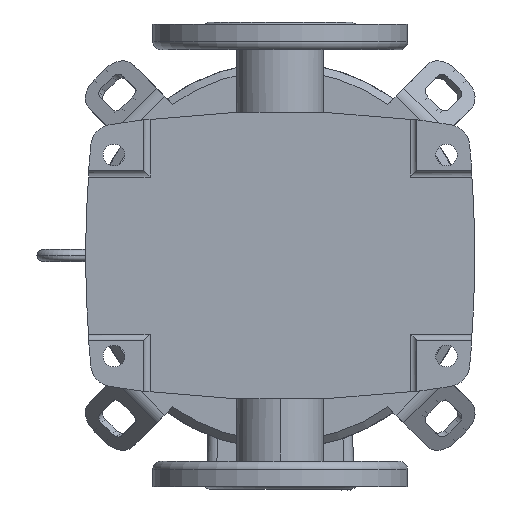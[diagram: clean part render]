
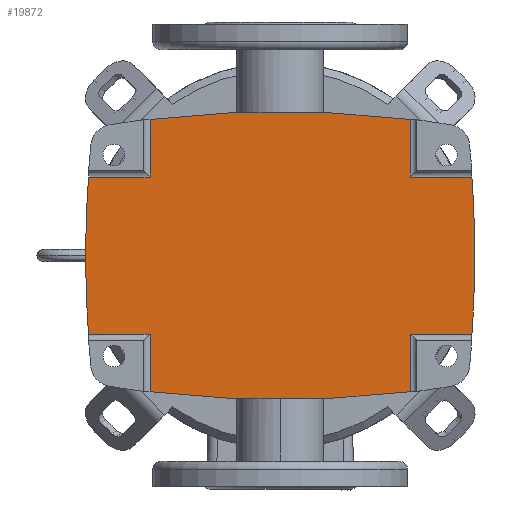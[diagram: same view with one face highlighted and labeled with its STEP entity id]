
A CAD part, front view. The second image highlights one B-rep face of the part: STEP entity #19872.
In plain terms, the highlighted planar face has unit normal (0, -1, 0).
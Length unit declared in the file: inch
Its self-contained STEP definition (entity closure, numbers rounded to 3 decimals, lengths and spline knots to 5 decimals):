
#292 = DIRECTION ( 'NONE',  ( 1., 0., 0. ) ) ;
#1353 = VECTOR ( 'NONE', #4337, 39.37008 ) ;
#2305 = EDGE_CURVE ( 'NONE', #62001, #37609, #6172, .T. ) ;
#2902 = LINE ( 'NONE', #52367, #44123 ) ;
#3372 = LINE ( 'NONE', #13178, #7337 ) ;
#4337 = DIRECTION ( 'NONE',  ( 0., 0., 1. ) ) ;
#4775 = LINE ( 'NONE', #56649, #68400 ) ;
#5530 = ORIENTED_EDGE ( 'NONE', *, *, #12692, .T. ) ;
#5620 = DIRECTION ( 'NONE',  ( 0., -1., 0. ) ) ;
#6172 = CIRCLE ( 'NONE', #68531, 26.77315 ) ;
#6296 = ORIENTED_EDGE ( 'NONE', *, *, #69939, .T. ) ;
#6850 = VERTEX_POINT ( 'NONE', #63217 ) ;
#6895 = EDGE_CURVE ( 'NONE', #79743, #25453, #35271, .T. ) ;
#7337 = VECTOR ( 'NONE', #26494, 39.37008 ) ;
#7374 = ORIENTED_EDGE ( 'NONE', *, *, #63373, .F. ) ;
#10031 = ORIENTED_EDGE ( 'NONE', *, *, #13350, .T. ) ;
#12041 = VERTEX_POINT ( 'NONE', #31815 ) ;
#12692 = EDGE_CURVE ( 'NONE', #37609, #28168, #2902, .T. ) ;
#13178 = CARTESIAN_POINT ( 'NONE',  ( -4.59646, 0.19685, 3.31346 ) ) ;
#13350 = EDGE_CURVE ( 'NONE', #80467, #45515, #19464, .T. ) ;
#15796 = DIRECTION ( 'NONE',  ( 0., 0., 1. ) ) ;
#15992 = EDGE_CURVE ( 'NONE', #39851, #59901, #39765, .T. ) ;
#16434 = CARTESIAN_POINT ( 'NONE',  ( -1.99928, 0.19685, -6.87992 ) ) ;
#17113 = AXIS2_PLACEMENT_3D ( 'NONE', #54456, #23243, #61257 ) ;
#18956 = VERTEX_POINT ( 'NONE', #36873 ) ;
#19464 = CIRCLE ( 'NONE', #66599, 28.05268 ) ;
#19872 = ADVANCED_FACE ( 'NONE', ( #46342 ), #47064, .F. ) ;
#23243 = DIRECTION ( 'NONE',  ( 0., -1., 0. ) ) ;
#23265 = DIRECTION ( 'NONE',  ( 0., 0., 1. ) ) ;
#23383 = CARTESIAN_POINT ( 'NONE',  ( 0., 0.19685, 23.10236 ) ) ;
#24306 = VERTEX_POINT ( 'NONE', #63014 ) ;
#24785 = DIRECTION ( 'NONE',  ( 0., 0., 1. ) ) ;
#25453 = VERTEX_POINT ( 'NONE', #31585 ) ;
#26245 = LINE ( 'NONE', #16434, #48890 ) ;
#26494 = DIRECTION ( 'NONE',  ( 1., 0., 0. ) ) ;
#28168 = VERTEX_POINT ( 'NONE', #72455 ) ;
#28991 = CARTESIAN_POINT ( 'NONE',  ( -1.99928, 0.19685, 4.87898 ) ) ;
#29354 = DIRECTION ( 'NONE',  ( 0., 0., 1. ) ) ;
#29957 = CARTESIAN_POINT ( 'NONE',  ( 0., 0.19685, 23.10236 ) ) ;
#30315 = VERTEX_POINT ( 'NONE', #76043 ) ;
#31585 = CARTESIAN_POINT ( 'NONE',  ( 1.99928, 0.19685, 4.87898 ) ) ;
#31815 = CARTESIAN_POINT ( 'NONE',  ( 3.46496, 0.19685, -3.31346 ) ) ;
#32279 = CARTESIAN_POINT ( 'NONE',  ( 1.99928, 0.19685, -6.87992 ) ) ;
#33132 = DIRECTION ( 'NONE',  ( 1., 0., 0. ) ) ;
#34793 = CARTESIAN_POINT ( 'NONE',  ( -3.46496, 0.19685, 3.31346 ) ) ;
#34839 = EDGE_CURVE ( 'NONE', #79743, #24306, #49575, .T. ) ;
#35271 = LINE ( 'NONE', #32279, #64664 ) ;
#36755 = EDGE_LOOP ( 'NONE', ( #39254, #67820, #68185, #5530, #48860, #7374, #78721, #57960, #6296, #52807, #51351, #72237, #38416, #10031 ) ) ;
#36873 = CARTESIAN_POINT ( 'NONE',  ( -1.99928, 0.19685, 3.31346 ) ) ;
#37526 = DIRECTION ( 'NONE',  ( 1., 0., 0. ) ) ;
#37609 = VERTEX_POINT ( 'NONE', #46367 ) ;
#38416 = ORIENTED_EDGE ( 'NONE', *, *, #77422, .T. ) ;
#39254 = ORIENTED_EDGE ( 'NONE', *, *, #53395, .F. ) ;
#39460 = DIRECTION ( 'NONE',  ( 0., 1., 0. ) ) ;
#39719 = CARTESIAN_POINT ( 'NONE',  ( -23.10236, 0.19685, 0. ) ) ;
#39765 = CIRCLE ( 'NONE', #75140, 28.05268 ) ;
#39851 = VERTEX_POINT ( 'NONE', #50552 ) ;
#44123 = VECTOR ( 'NONE', #37526, 39.37008 ) ;
#44960 = CIRCLE ( 'NONE', #63018, 26.77315 ) ;
#45515 = VERTEX_POINT ( 'NONE', #28991 ) ;
#46022 = DIRECTION ( 'NONE',  ( 0., 1., 0. ) ) ;
#46101 = DIRECTION ( 'NONE',  ( 0., 0., 1. ) ) ;
#46342 = FACE_OUTER_BOUND ( 'NONE', #36755, .T. ) ;
#46367 = CARTESIAN_POINT ( 'NONE',  ( -3.46496, 0.19685, -3.31346 ) ) ;
#47064 = PLANE ( 'NONE',  #48688 ) ;
#48688 = AXIS2_PLACEMENT_3D ( 'NONE', #52821, #46022, #15796 ) ;
#48860 = ORIENTED_EDGE ( 'NONE', *, *, #50417, .F. ) ;
#48890 = VECTOR ( 'NONE', #23265, 39.37008 ) ;
#49575 = LINE ( 'NONE', #59124, #52490 ) ;
#50056 = CIRCLE ( 'NONE', #54517, 28.05268 ) ;
#50417 = EDGE_CURVE ( 'NONE', #30315, #28168, #26245, .T. ) ;
#50552 = CARTESIAN_POINT ( 'NONE',  ( 1.99928, 0.19685, -4.87898 ) ) ;
#51351 = ORIENTED_EDGE ( 'NONE', *, *, #34839, .F. ) ;
#52367 = CARTESIAN_POINT ( 'NONE',  ( -4.59646, 0.19685, -3.31346 ) ) ;
#52490 = VECTOR ( 'NONE', #33132, 39.37008 ) ;
#52807 = ORIENTED_EDGE ( 'NONE', *, *, #65535, .F. ) ;
#52821 = CARTESIAN_POINT ( 'NONE',  ( -1.99928, 0.19685, -6.87992 ) ) ;
#53395 = EDGE_CURVE ( 'NONE', #18956, #45515, #73794, .T. ) ;
#54456 = CARTESIAN_POINT ( 'NONE',  ( 0., 0.19685, -23.10236 ) ) ;
#54517 = AXIS2_PLACEMENT_3D ( 'NONE', #23383, #72930, #29354 ) ;
#56649 = CARTESIAN_POINT ( 'NONE',  ( -4.59646, 0.19685, -3.31346 ) ) ;
#57960 = ORIENTED_EDGE ( 'NONE', *, *, #75981, .T. ) ;
#59124 = CARTESIAN_POINT ( 'NONE',  ( -4.59646, 0.19685, 3.31346 ) ) ;
#59901 = VERTEX_POINT ( 'NONE', #61169 ) ;
#60529 = DIRECTION ( 'NONE',  ( 0., 0., 1. ) ) ;
#61169 = CARTESIAN_POINT ( 'NONE',  ( 0., 0.19685, -4.95031 ) ) ;
#61257 = DIRECTION ( 'NONE',  ( 0., 0., 1. ) ) ;
#61736 = CARTESIAN_POINT ( 'NONE',  ( 23.10236, 0.19685, 0. ) ) ;
#62001 = VERTEX_POINT ( 'NONE', #34793 ) ;
#63014 = CARTESIAN_POINT ( 'NONE',  ( 3.46496, 0.19685, 3.31346 ) ) ;
#63018 = AXIS2_PLACEMENT_3D ( 'NONE', #39719, #39460, #46101 ) ;
#63217 = CARTESIAN_POINT ( 'NONE',  ( 1.99928, 0.19685, -3.31346 ) ) ;
#63373 = EDGE_CURVE ( 'NONE', #59901, #30315, #50056, .T. ) ;
#63549 = CARTESIAN_POINT ( 'NONE',  ( 1.99928, 0.19685, -6.87992 ) ) ;
#64664 = VECTOR ( 'NONE', #76116, 39.37008 ) ;
#65535 = EDGE_CURVE ( 'NONE', #24306, #12041, #44960, .T. ) ;
#65884 = LINE ( 'NONE', #63549, #66901 ) ;
#66599 = AXIS2_PLACEMENT_3D ( 'NONE', #73402, #79424, #60529 ) ;
#66901 = VECTOR ( 'NONE', #69847, 39.37008 ) ;
#66963 = DIRECTION ( 'NONE',  ( 0., 1., 0. ) ) ;
#67282 = CARTESIAN_POINT ( 'NONE',  ( -1.99928, 0.19685, -6.87992 ) ) ;
#67395 = CARTESIAN_POINT ( 'NONE',  ( 1.99928, 0.19685, 3.31346 ) ) ;
#67646 = EDGE_CURVE ( 'NONE', #62001, #18956, #3372, .T. ) ;
#67820 = ORIENTED_EDGE ( 'NONE', *, *, #67646, .F. ) ;
#68185 = ORIENTED_EDGE ( 'NONE', *, *, #2305, .T. ) ;
#68400 = VECTOR ( 'NONE', #292, 39.37008 ) ;
#68531 = AXIS2_PLACEMENT_3D ( 'NONE', #61736, #5620, #24785 ) ;
#69847 = DIRECTION ( 'NONE',  ( 0., 0., 1. ) ) ;
#69939 = EDGE_CURVE ( 'NONE', #6850, #12041, #4775, .T. ) ;
#71760 = CARTESIAN_POINT ( 'NONE',  ( 0., 0.19685, 4.95031 ) ) ;
#72237 = ORIENTED_EDGE ( 'NONE', *, *, #6895, .T. ) ;
#72455 = CARTESIAN_POINT ( 'NONE',  ( -1.99928, 0.19685, -3.31346 ) ) ;
#72930 = DIRECTION ( 'NONE',  ( 0., 1., 0. ) ) ;
#73402 = CARTESIAN_POINT ( 'NONE',  ( 0., 0.19685, -23.10236 ) ) ;
#73794 = LINE ( 'NONE', #67282, #1353 ) ;
#75140 = AXIS2_PLACEMENT_3D ( 'NONE', #29957, #66963, #79826 ) ;
#75981 = EDGE_CURVE ( 'NONE', #39851, #6850, #65884, .T. ) ;
#76043 = CARTESIAN_POINT ( 'NONE',  ( -1.99928, 0.19685, -4.87898 ) ) ;
#76116 = DIRECTION ( 'NONE',  ( 0., 0., 1. ) ) ;
#76528 = CIRCLE ( 'NONE', #17113, 28.05268 ) ;
#77422 = EDGE_CURVE ( 'NONE', #25453, #80467, #76528, .T. ) ;
#78721 = ORIENTED_EDGE ( 'NONE', *, *, #15992, .F. ) ;
#79424 = DIRECTION ( 'NONE',  ( 0., -1., 0. ) ) ;
#79743 = VERTEX_POINT ( 'NONE', #67395 ) ;
#79826 = DIRECTION ( 'NONE',  ( 0., 0., 1. ) ) ;
#80467 = VERTEX_POINT ( 'NONE', #71760 ) ;
